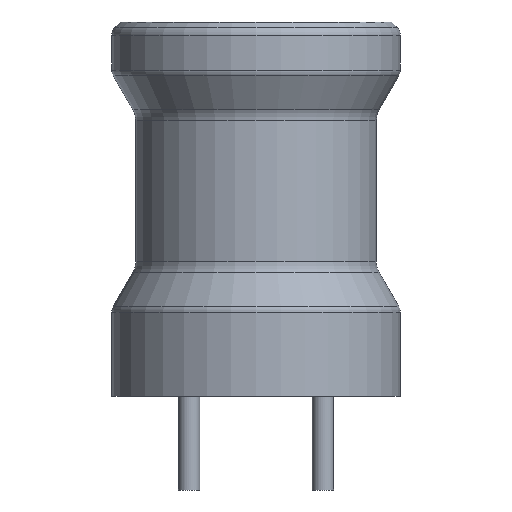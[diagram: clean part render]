
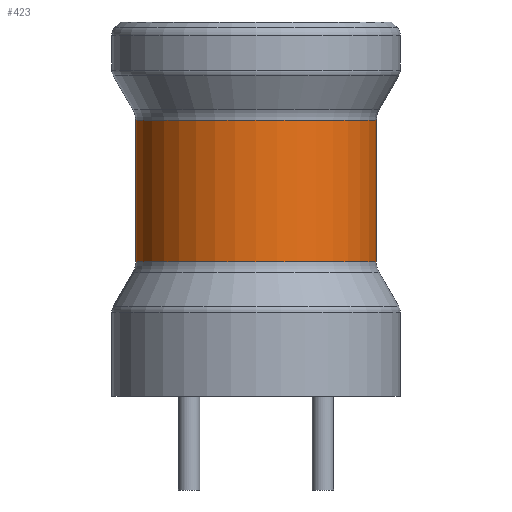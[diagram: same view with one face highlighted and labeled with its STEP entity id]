
A CAD part, front view. The second image highlights one B-rep face of the part: STEP entity #423.
In plain terms, the highlighted cylindrical face has radius 4.5 mm (diameter 9 mm), a full revolution.
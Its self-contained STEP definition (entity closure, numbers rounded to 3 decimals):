
#423 = ADVANCED_FACE( '', ( #958, #959 ), #960, .T. );
#958 = FACE_OUTER_BOUND( '', #1896, .T. );
#959 = FACE_OUTER_BOUND( '', #1897, .T. );
#960 = CYLINDRICAL_SURFACE( '', #1898, 4.5 );
#1896 = EDGE_LOOP( '', ( #7898 ) );
#1897 = EDGE_LOOP( '', ( #7899 ) );
#1898 = AXIS2_PLACEMENT_3D( '', #7900, #7901, #7902 );
#7898 = ORIENTED_EDGE( '', *, *, #9218, .T. );
#7899 = ORIENTED_EDGE( '', *, *, #9388, .T. );
#7900 = CARTESIAN_POINT( '', ( 0., 0., 0. ) );
#7901 = DIRECTION( '', ( 0., 0., 1. ) );
#7902 = DIRECTION( '', ( -1., 0., 0. ) );
#9218 = EDGE_CURVE( '', #9940, #9940, #9941, .T. );
#9388 = EDGE_CURVE( '', #10203, #10203, #10204, .F. );
#9940 = VERTEX_POINT( '', #11114 );
#9941 = CIRCLE( '', #11115, 4.5 );
#10203 = VERTEX_POINT( '', #11643 );
#10204 = CIRCLE( '', #11644, 4.5 );
#11114 = CARTESIAN_POINT( '', ( -4.5, 0., 7.17 ) );
#11115 = AXIS2_PLACEMENT_3D( '', #12932, #12933, #12934 );
#11643 = CARTESIAN_POINT( '', ( -4.5, 0., 1.88 ) );
#11644 = AXIS2_PLACEMENT_3D( '', #13128, #13129, #13130 );
#12932 = CARTESIAN_POINT( '', ( 0., 0., 7.17 ) );
#12933 = DIRECTION( '', ( 0., 0., -1. ) );
#12934 = DIRECTION( '', ( -1., 0., 0. ) );
#13128 = CARTESIAN_POINT( '', ( 0., 0., 1.88 ) );
#13129 = DIRECTION( '', ( 0., 0., -1. ) );
#13130 = DIRECTION( '', ( -1., 0., 0. ) );
